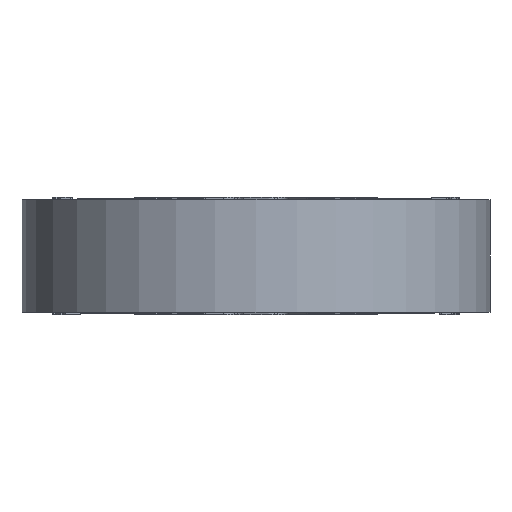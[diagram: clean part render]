
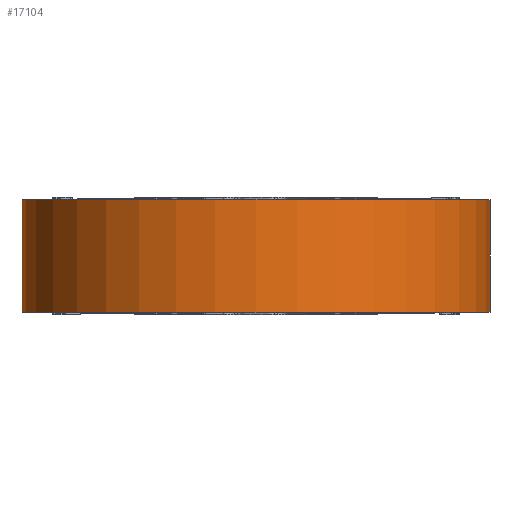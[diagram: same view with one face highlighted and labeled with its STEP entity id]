
A CAD part, front view. The second image highlights one B-rep face of the part: STEP entity #17104.
In plain terms, the highlighted cylindrical face has radius 50.8 mm (diameter 101.6 mm), a partial arc.
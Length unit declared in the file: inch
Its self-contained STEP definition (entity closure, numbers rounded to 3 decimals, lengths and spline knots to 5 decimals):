
#584 = LINE ( 'NONE', #29668, #862 ) ;
#862 = VECTOR ( 'NONE', #32207, 39.37008 ) ;
#1468 = DIRECTION ( 'NONE',  ( 1., 0., 0. ) ) ;
#1967 = EDGE_LOOP ( 'NONE', ( #10927, #8703, #44399, #17794 ) ) ;
#5202 = CIRCLE ( 'NONE', #44263, 2. ) ;
#7951 = FACE_OUTER_BOUND ( 'NONE', #1967, .T. ) ;
#8703 = ORIENTED_EDGE ( 'NONE', *, *, #36174, .F. ) ;
#10307 = CARTESIAN_POINT ( 'NONE',  ( 0., 0., 0.47905 ) ) ;
#10927 = ORIENTED_EDGE ( 'NONE', *, *, #38334, .F. ) ;
#12133 = CARTESIAN_POINT ( 'NONE',  ( 2., 0., 0.5 ) ) ;
#12520 = EDGE_CURVE ( 'NONE', #31405, #22269, #35698, .T. ) ;
#13740 = CARTESIAN_POINT ( 'NONE',  ( 2., 0., 0.47905 ) ) ;
#15073 = CARTESIAN_POINT ( 'NONE',  ( 0., 0., 0.5 ) ) ;
#16262 = LINE ( 'NONE', #12133, #44362 ) ;
#16559 = DIRECTION ( 'NONE',  ( 0., 0., -1. ) ) ;
#17104 = ADVANCED_FACE ( 'NONE', ( #7951 ), #32665, .T. ) ;
#17284 = AXIS2_PLACEMENT_3D ( 'NONE', #26970, #16559, #41041 ) ;
#17794 = ORIENTED_EDGE ( 'NONE', *, *, #12520, .F. ) ;
#21093 = VERTEX_POINT ( 'NONE', #31485 ) ;
#22269 = VERTEX_POINT ( 'NONE', #26373 ) ;
#22555 = AXIS2_PLACEMENT_3D ( 'NONE', #15073, #43252, #24804 ) ;
#24390 = DIRECTION ( 'NONE',  ( 0., 0., 1. ) ) ;
#24804 = DIRECTION ( 'NONE',  ( -1., 0., 0. ) ) ;
#25765 = EDGE_CURVE ( 'NONE', #21093, #22269, #584, .T. ) ;
#26373 = CARTESIAN_POINT ( 'NONE',  ( -2., 0., -0.47905 ) ) ;
#26970 = CARTESIAN_POINT ( 'NONE',  ( 0., 0., -0.47905 ) ) ;
#29668 = CARTESIAN_POINT ( 'NONE',  ( -2., 0., 0.5 ) ) ;
#30431 = CARTESIAN_POINT ( 'NONE',  ( 2., 0., -0.47905 ) ) ;
#31405 = VERTEX_POINT ( 'NONE', #30431 ) ;
#31485 = CARTESIAN_POINT ( 'NONE',  ( -2., 0., 0.47905 ) ) ;
#32207 = DIRECTION ( 'NONE',  ( 0., 0., -1. ) ) ;
#32665 = CYLINDRICAL_SURFACE ( 'NONE', #22555, 2. ) ;
#35698 = CIRCLE ( 'NONE', #17284, 2. ) ;
#36081 = VERTEX_POINT ( 'NONE', #13740 ) ;
#36174 = EDGE_CURVE ( 'NONE', #21093, #36081, #5202, .T. ) ;
#38334 = EDGE_CURVE ( 'NONE', #36081, #31405, #16262, .T. ) ;
#40751 = DIRECTION ( 'NONE',  ( 0., 0., -1. ) ) ;
#41041 = DIRECTION ( 'NONE',  ( -1., 0., 0. ) ) ;
#43252 = DIRECTION ( 'NONE',  ( 0., 0., -1. ) ) ;
#44263 = AXIS2_PLACEMENT_3D ( 'NONE', #10307, #24390, #1468 ) ;
#44362 = VECTOR ( 'NONE', #40751, 39.37008 ) ;
#44399 = ORIENTED_EDGE ( 'NONE', *, *, #25765, .T. ) ;
